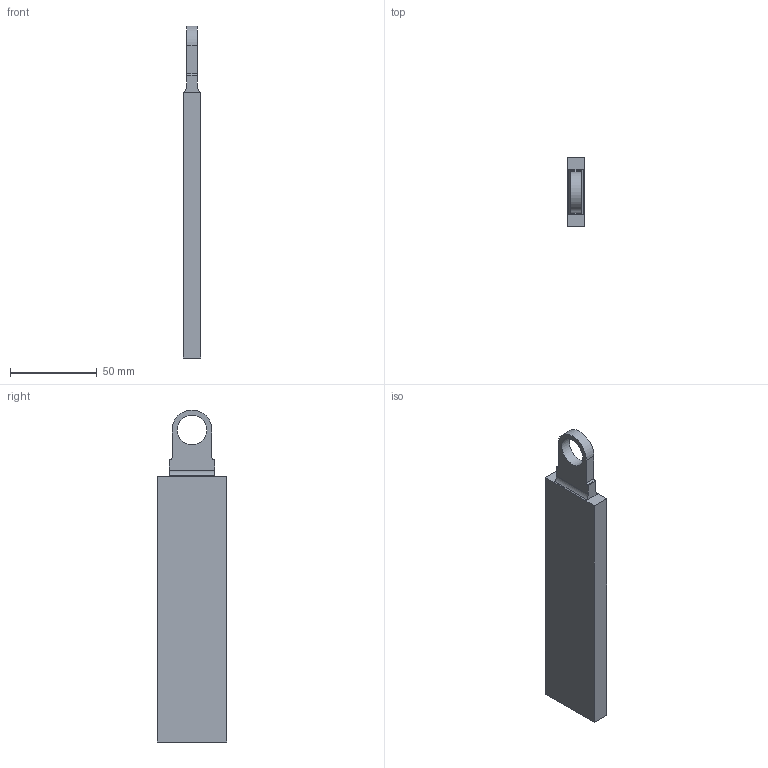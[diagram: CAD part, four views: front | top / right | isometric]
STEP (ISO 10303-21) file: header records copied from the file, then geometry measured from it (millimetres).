
FILE_DESCRIPTION(/* description */ (''),/* implementation_level */ '2;1');
FILE_NAME(/* name */ 'Bearing Base-dup.step',/* time_stamp */ '2023-07-30T19:10:31+08:00',/* author */ (''),/* organization */ (''),/* preprocessor_version */ 'ST-DEVELOPER v19.2',/* originating_system */ 'Autodesk Translation Framework v11.17.0.187',/* authorisation */ '');
FILE_SCHEMA (('AUTOMOTIVE_DESIGN { 1 0 10303 214 3 1 1 }'));
Length unit declared in the file: millimetre
Products named in the file (1): Bearing Base
Bounding box: 10 x 40 x 191.5 mm (x, y, z)
Volume: 65211.1 mm3; surface area: 18045.1 mm2
Topology: 1 solids, 1 shells, 23 faces, 59 edges, 38 vertices
Faces by surface type: plane 15, cylinder 8
Full cylindrical faces by diameter (mm): 17.1 x1
Entity records: 734 total; most frequent: DIRECTION 123, CARTESIAN_POINT 121, ORIENTED_EDGE 118, EDGE_CURVE 59, LINE 43, VECTOR 43, AXIS2_PLACEMENT_3D 40, VERTEX_POINT 38
